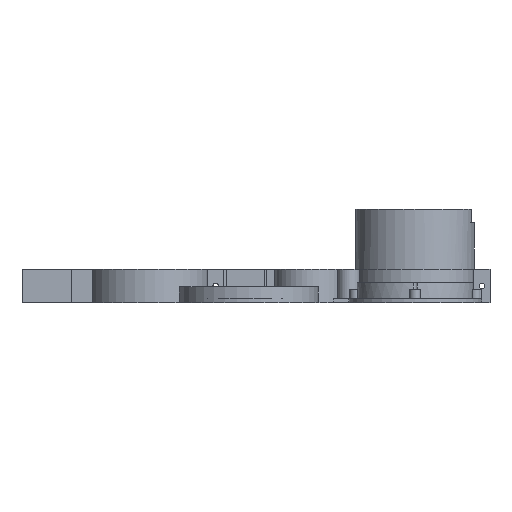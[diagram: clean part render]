
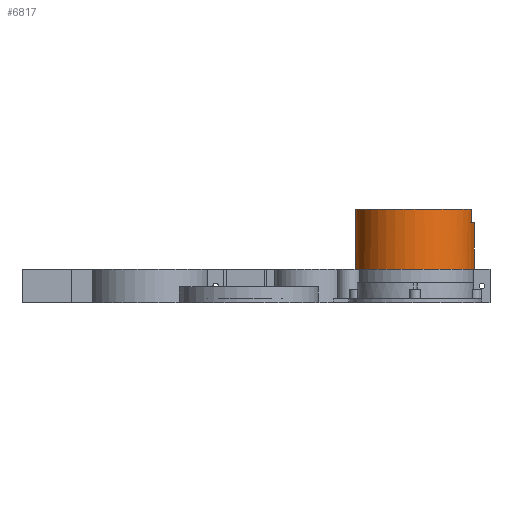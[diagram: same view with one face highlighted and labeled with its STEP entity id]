
A CAD part, left-side view. The second image highlights one B-rep face of the part: STEP entity #6817.
In plain terms, the highlighted cylindrical face has radius 44.575 mm (diameter 89.15 mm), a full revolution.
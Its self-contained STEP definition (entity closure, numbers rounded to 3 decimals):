
#487=LINE('',#12461,#1014);
#492=LINE('',#12475,#1019);
#511=LINE('',#12538,#1038);
#528=LINE('',#12576,#1055);
#530=LINE('',#12582,#1057);
#533=LINE('',#12593,#1060);
#534=LINE('',#12596,#1061);
#535=LINE('',#12599,#1062);
#536=LINE('',#12601,#1063);
#1014=VECTOR('',#9010,10.);
#1019=VECTOR('',#9023,10.);
#1038=VECTOR('',#9090,10.);
#1055=VECTOR('',#9121,10.);
#1057=VECTOR('',#9125,10.);
#1060=VECTOR('',#9138,44.575);
#1061=VECTOR('',#9141,10.);
#1062=VECTOR('',#9144,10.);
#1063=VECTOR('',#9145,10.);
#1409=CYLINDRICAL_SURFACE('',#7591,44.575);
#1622=FACE_BOUND('',#2590,.T.);
#2061=FACE_OUTER_BOUND('',#2589,.T.);
#2589=EDGE_LOOP('',(#5926,#5927,#5928,#5929,#5930,#5931,#5932,#5933,#5934,
#5935,#5936,#5937,#5938,#5939,#5940,#5941));
#2590=EDGE_LOOP('',(#5942,#5943,#5944,#5945));
#2989=CIRCLE('',#7553,44.575);
#2991=CIRCLE('',#7557,44.575);
#3001=CIRCLE('',#7581,44.575);
#3002=CIRCLE('',#7582,44.575);
#3004=CIRCLE('',#7590,44.575);
#3005=CIRCLE('',#7592,44.575);
#3006=CIRCLE('',#7593,44.575);
#3007=CIRCLE('',#7594,44.575);
#3008=CIRCLE('',#7595,44.575);
#3009=CIRCLE('',#7596,44.575);
#3447=VERTEX_POINT('',#12459);
#3448=VERTEX_POINT('',#12460);
#3451=VERTEX_POINT('',#12468);
#3453=VERTEX_POINT('',#12474);
#3471=VERTEX_POINT('',#12534);
#3473=VERTEX_POINT('',#12537);
#3476=VERTEX_POINT('',#12544);
#3478=VERTEX_POINT('',#12549);
#3479=VERTEX_POINT('',#12551);
#3485=VERTEX_POINT('',#12570);
#3487=VERTEX_POINT('',#12574);
#3489=VERTEX_POINT('',#12579);
#3490=VERTEX_POINT('',#12581);
#3492=VERTEX_POINT('',#12590);
#3493=VERTEX_POINT('',#12592);
#3494=VERTEX_POINT('',#12595);
#3495=VERTEX_POINT('',#12597);
#3496=VERTEX_POINT('',#12600);
#4283=EDGE_CURVE('',#3447,#3448,#487,.T.);
#4287=EDGE_CURVE('',#3448,#3451,#2989,.T.);
#4290=EDGE_CURVE('',#3451,#3453,#492,.T.);
#4293=EDGE_CURVE('',#3453,#3447,#2991,.T.);
#4319=EDGE_CURVE('',#3473,#3471,#511,.T.);
#4323=EDGE_CURVE('',#3471,#3476,#3001,.T.);
#4326=EDGE_CURVE('',#3479,#3478,#3002,.T.);
#4338=EDGE_CURVE('',#3485,#3487,#528,.T.);
#4340=EDGE_CURVE('',#3490,#3489,#530,.T.);
#4344=EDGE_CURVE('',#3489,#3485,#3004,.T.);
#4345=EDGE_CURVE('',#3492,#3487,#3005,.T.);
#4346=EDGE_CURVE('',#3492,#3493,#533,.T.);
#4347=EDGE_CURVE('',#3493,#3473,#3006,.T.);
#4348=EDGE_CURVE('',#3476,#3494,#534,.T.);
#4349=EDGE_CURVE('',#3495,#3494,#3007,.T.);
#4350=EDGE_CURVE('',#3495,#3479,#535,.T.);
#4351=EDGE_CURVE('',#3478,#3496,#536,.T.);
#4352=EDGE_CURVE('',#3496,#3493,#3008,.T.);
#4353=EDGE_CURVE('',#3490,#3492,#3009,.T.);
#5926=ORIENTED_EDGE('',*,*,#4340,.T.);
#5927=ORIENTED_EDGE('',*,*,#4344,.T.);
#5928=ORIENTED_EDGE('',*,*,#4338,.T.);
#5929=ORIENTED_EDGE('',*,*,#4345,.F.);
#5930=ORIENTED_EDGE('',*,*,#4346,.T.);
#5931=ORIENTED_EDGE('',*,*,#4347,.T.);
#5932=ORIENTED_EDGE('',*,*,#4319,.T.);
#5933=ORIENTED_EDGE('',*,*,#4323,.T.);
#5934=ORIENTED_EDGE('',*,*,#4348,.T.);
#5935=ORIENTED_EDGE('',*,*,#4349,.F.);
#5936=ORIENTED_EDGE('',*,*,#4350,.T.);
#5937=ORIENTED_EDGE('',*,*,#4326,.T.);
#5938=ORIENTED_EDGE('',*,*,#4351,.T.);
#5939=ORIENTED_EDGE('',*,*,#4352,.T.);
#5940=ORIENTED_EDGE('',*,*,#4346,.F.);
#5941=ORIENTED_EDGE('',*,*,#4353,.F.);
#5942=ORIENTED_EDGE('',*,*,#4290,.T.);
#5943=ORIENTED_EDGE('',*,*,#4293,.T.);
#5944=ORIENTED_EDGE('',*,*,#4283,.T.);
#5945=ORIENTED_EDGE('',*,*,#4287,.T.);
#6817=ADVANCED_FACE('',(#2061,#1622),#1409,.T.);
#7553=AXIS2_PLACEMENT_3D('',#12469,#9016,#9017);
#7557=AXIS2_PLACEMENT_3D('',#12480,#9028,#9029);
#7581=AXIS2_PLACEMENT_3D('',#12546,#9096,#9097);
#7582=AXIS2_PLACEMENT_3D('',#12552,#9100,#9101);
#7590=AXIS2_PLACEMENT_3D('',#12588,#9132,#9133);
#7591=AXIS2_PLACEMENT_3D('',#12589,#9134,#9135);
#7592=AXIS2_PLACEMENT_3D('',#12591,#9136,#9137);
#7593=AXIS2_PLACEMENT_3D('',#12594,#9139,#9140);
#7594=AXIS2_PLACEMENT_3D('',#12598,#9142,#9143);
#7595=AXIS2_PLACEMENT_3D('',#12602,#9146,#9147);
#7596=AXIS2_PLACEMENT_3D('',#12603,#9148,#9149);
#9010=DIRECTION('',(0.,0.,-1.));
#9016=DIRECTION('center_axis',(0.,0.,-1.));
#9017=DIRECTION('ref_axis',(1.,0.,0.));
#9023=DIRECTION('',(0.,0.,1.));
#9028=DIRECTION('center_axis',(0.,0.,1.));
#9029=DIRECTION('ref_axis',(1.,0.,0.));
#9090=DIRECTION('',(0.,0.,1.));
#9096=DIRECTION('center_axis',(0.,0.,1.));
#9097=DIRECTION('ref_axis',(1.,0.,0.));
#9100=DIRECTION('center_axis',(0.,0.,1.));
#9101=DIRECTION('ref_axis',(1.,0.,0.));
#9121=DIRECTION('',(0.,0.,1.));
#9125=DIRECTION('',(0.,0.,-1.));
#9132=DIRECTION('center_axis',(0.,0.,-1.));
#9133=DIRECTION('ref_axis',(1.,0.,0.));
#9134=DIRECTION('center_axis',(0.,0.,1.));
#9135=DIRECTION('ref_axis',(1.,0.,0.));
#9136=DIRECTION('center_axis',(0.,0.,1.));
#9137=DIRECTION('ref_axis',(1.,0.,0.));
#9138=DIRECTION('',(0.,0.,-1.));
#9139=DIRECTION('center_axis',(0.,0.,1.));
#9140=DIRECTION('ref_axis',(1.,0.,0.));
#9141=DIRECTION('',(0.,0.,-1.));
#9142=DIRECTION('center_axis',(0.,0.,-1.));
#9143=DIRECTION('ref_axis',(1.,0.,0.));
#9144=DIRECTION('',(0.,0.,1.));
#9145=DIRECTION('',(0.,0.,-1.));
#9146=DIRECTION('center_axis',(0.,0.,1.));
#9147=DIRECTION('ref_axis',(1.,0.,0.));
#9148=DIRECTION('center_axis',(0.,0.,1.));
#9149=DIRECTION('ref_axis',(1.,0.,0.));
#12459=CARTESIAN_POINT('',(496.,94.395,15.6));
#12460=CARTESIAN_POINT('',(496.,94.395,11.6));
#12461=CARTESIAN_POINT('',(496.,94.395,0.));
#12468=CARTESIAN_POINT('',(504.,94.395,11.6));
#12469=CARTESIAN_POINT('Origin',(500.,50.,11.6));
#12474=CARTESIAN_POINT('',(504.,94.395,15.6));
#12475=CARTESIAN_POINT('',(504.,94.395,0.));
#12480=CARTESIAN_POINT('Origin',(500.,50.,15.6));
#12534=CARTESIAN_POINT('',(516.,91.604,25.));
#12537=CARTESIAN_POINT('',(516.,91.604,0.));
#12538=CARTESIAN_POINT('',(516.,91.604,0.));
#12544=CARTESIAN_POINT('',(514.,92.319,25.));
#12546=CARTESIAN_POINT('Origin',(500.,50.,25.));
#12549=CARTESIAN_POINT('',(484.,91.604,25.));
#12551=CARTESIAN_POINT('',(486.,92.319,25.));
#12552=CARTESIAN_POINT('Origin',(500.,50.,25.));
#12570=CARTESIAN_POINT('',(486.,7.681,60.));
#12574=CARTESIAN_POINT('',(486.,7.681,70.));
#12576=CARTESIAN_POINT('',(486.,7.681,0.));
#12579=CARTESIAN_POINT('',(514.,7.681,60.));
#12581=CARTESIAN_POINT('',(514.,7.681,70.));
#12582=CARTESIAN_POINT('',(514.,7.681,0.));
#12588=CARTESIAN_POINT('Origin',(500.,50.,60.));
#12589=CARTESIAN_POINT('Origin',(500.,50.,0.));
#12590=CARTESIAN_POINT('',(455.425,50.,70.));
#12591=CARTESIAN_POINT('Origin',(500.,50.,70.));
#12592=CARTESIAN_POINT('',(455.425,50.,0.));
#12593=CARTESIAN_POINT('',(455.425,50.,0.));
#12594=CARTESIAN_POINT('Origin',(500.,50.,0.));
#12595=CARTESIAN_POINT('',(514.,92.319,2.));
#12596=CARTESIAN_POINT('',(514.,92.319,0.));
#12597=CARTESIAN_POINT('',(486.,92.319,2.));
#12598=CARTESIAN_POINT('Origin',(500.,50.,2.));
#12599=CARTESIAN_POINT('',(486.,92.319,0.));
#12600=CARTESIAN_POINT('',(484.,91.604,0.));
#12601=CARTESIAN_POINT('',(484.,91.604,0.));
#12602=CARTESIAN_POINT('Origin',(500.,50.,0.));
#12603=CARTESIAN_POINT('Origin',(500.,50.,70.));
